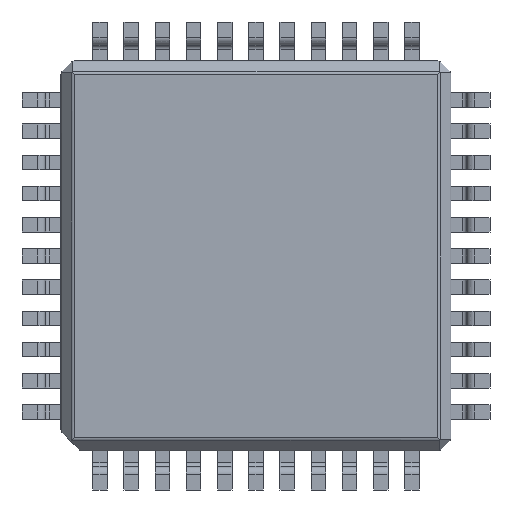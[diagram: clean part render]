
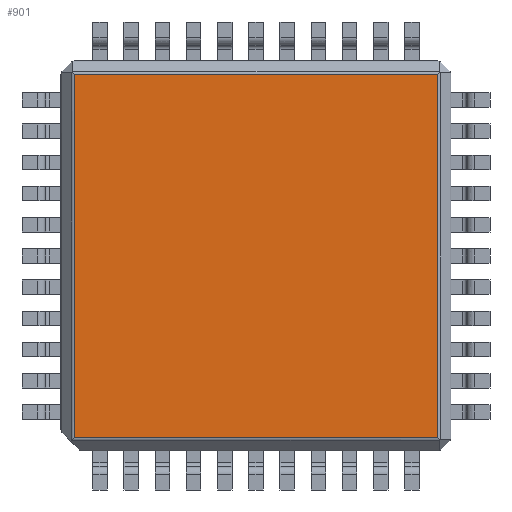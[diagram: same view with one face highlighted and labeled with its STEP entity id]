
A CAD part, front view. The second image highlights one B-rep face of the part: STEP entity #901.
In plain terms, the highlighted planar face has unit normal (0, -1, 0).
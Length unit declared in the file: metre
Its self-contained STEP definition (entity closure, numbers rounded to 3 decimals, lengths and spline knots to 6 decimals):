
#901 = ADVANCED_FACE( '', ( #2364 ), #2365, .F. );
#2364 = FACE_OUTER_BOUND( '', #4413, .T. );
#2365 = PLANE( '', #4414 );
#4413 = EDGE_LOOP( '', ( #7064, #7065, #7066, #7067 ) );
#4414 = AXIS2_PLACEMENT_3D( '', #7068, #7069, #7070 );
#7064 = ORIENTED_EDGE( '', *, *, #13447, .T. );
#7065 = ORIENTED_EDGE( '', *, *, #13448, .T. );
#7066 = ORIENTED_EDGE( '', *, *, #13449, .T. );
#7067 = ORIENTED_EDGE( '', *, *, #13450, .T. );
#7068 = CARTESIAN_POINT( '', ( 0.001, 0.0001, -0.001 ) );
#7069 = DIRECTION( '', ( 0., 1., 0. ) );
#7070 = DIRECTION( '', ( 0., 0., 1. ) );
#13447 = EDGE_CURVE( '', #16468, #16469, #16470, .T. );
#13448 = EDGE_CURVE( '', #16469, #16471, #16472, .T. );
#13449 = EDGE_CURVE( '', #16471, #16473, #16474, .T. );
#13450 = EDGE_CURVE( '', #16473, #16468, #16475, .T. );
#16468 = VERTEX_POINT( '', #20854 );
#16469 = VERTEX_POINT( '', #20855 );
#16470 = LINE( '', #20856, #20857 );
#16471 = VERTEX_POINT( '', #20858 );
#16472 = LINE( '', #20859, #20860 );
#16473 = VERTEX_POINT( '', #20861 );
#16474 = LINE( '', #20862, #20863 );
#16475 = LINE( '', #20864, #20865 );
#20854 = CARTESIAN_POINT( '', ( 0.001341, 0.0001, -0.001341 ) );
#20855 = CARTESIAN_POINT( '', ( 0.001341, 0.0001, -0.010659 ) );
#20856 = CARTESIAN_POINT( '', ( 0.001341, 0.0001, -0.0107 ) );
#20857 = VECTOR( '', #25877, 1. );
#20858 = CARTESIAN_POINT( '', ( 0.010659, 0.0001, -0.010659 ) );
#20859 = CARTESIAN_POINT( '', ( 0.0107, 0.0001, -0.010659 ) );
#20860 = VECTOR( '', #25878, 1. );
#20861 = CARTESIAN_POINT( '', ( 0.010659, 0.0001, -0.001341 ) );
#20862 = CARTESIAN_POINT( '', ( 0.010659, 0.0001, -0.0013 ) );
#20863 = VECTOR( '', #25879, 1. );
#20864 = CARTESIAN_POINT( '', ( 0.0013, 0.0001, -0.001341 ) );
#20865 = VECTOR( '', #25880, 1. );
#25877 = DIRECTION( '', ( 0., 0., -1. ) );
#25878 = DIRECTION( '', ( 1., 0., 0. ) );
#25879 = DIRECTION( '', ( 0., 0., 1. ) );
#25880 = DIRECTION( '', ( -1., 0., 0. ) );
